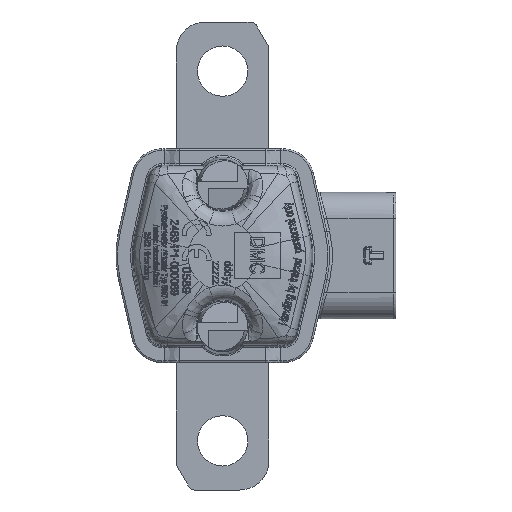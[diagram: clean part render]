
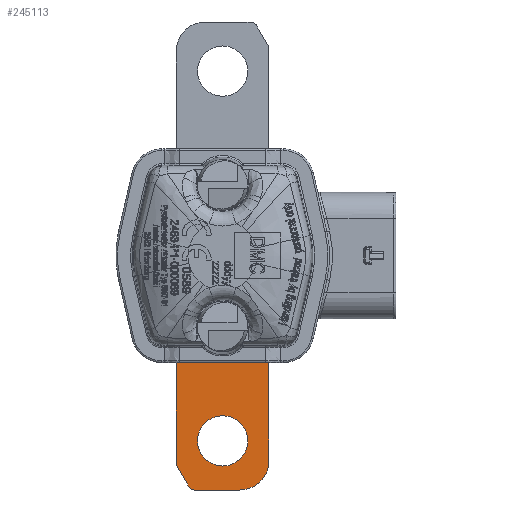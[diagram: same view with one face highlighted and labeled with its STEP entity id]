
A CAD part, front view. The second image highlights one B-rep face of the part: STEP entity #245113.
In plain terms, the highlighted planar face has unit normal (0, -1, 0).
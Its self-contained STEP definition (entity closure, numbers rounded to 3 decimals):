
#96958=CARTESIAN_POINT('',(0.,-1.,-32.05));
#96959=DIRECTION('',(0.,1.,0.));
#96960=DIRECTION('',(0.,0.,-1.));
#96961=AXIS2_PLACEMENT_3D('',#96958,#96959,#96960);
#96966=CARTESIAN_POINT('',(0.,-1.,-32.05));
#96967=DIRECTION('',(0.,1.,0.));
#96968=DIRECTION('',(0.,0.,1.));
#96969=AXIS2_PLACEMENT_3D('',#96966,#96967,#96968);
#96974=DIRECTION('',(-1.,0.,0.));
#96975=VECTOR('',#96974,16.);
#96976=CARTESIAN_POINT('',(8.,-1.,-18.5));
#96977=LINE('',#96976,#96975);
#96981=DIRECTION('',(0.,0.,-1.));
#96982=VECTOR('',#96981,17.05);
#96983=CARTESIAN_POINT('',(8.,-1.,-18.5));
#96984=LINE('',#96983,#96982);
#96988=CARTESIAN_POINT('',(3.,-1.,-35.55));
#96989=DIRECTION('',(0.,-1.,0.));
#96990=DIRECTION('',(0.,0.,-1.));
#96991=AXIS2_PLACEMENT_3D('',#96988,#96989,#96990);
#96996=DIRECTION('',(1.,0.,0.));
#96997=VECTOR('',#96996,7.923);
#96998=CARTESIAN_POINT('',(-4.923,-1.,-40.55));
#96999=LINE('',#96998,#96997);
#97003=CARTESIAN_POINT('',(-4.923,-1.,-39.55));
#97004=DIRECTION('',(0.,-1.,0.));
#97005=DIRECTION('',(-0.866,0.,-0.5));
#97006=AXIS2_PLACEMENT_3D('',#97003,#97004,#97005);
#97011=DIRECTION('',(0.5,0.,-0.866));
#97012=VECTOR('',#97011,4.155);
#97013=CARTESIAN_POINT('',(-7.866,-1.,-36.452));
#97014=LINE('',#97013,#97012);
#97018=CARTESIAN_POINT('',(-7.,-1.,-35.952));
#97019=DIRECTION('',(0.,-1.,0.));
#97020=DIRECTION('',(-1.,0.,0.));
#97021=AXIS2_PLACEMENT_3D('',#97018,#97019,#97020);
#97026=DIRECTION('',(0.,0.,1.));
#97027=VECTOR('',#97026,17.452);
#97028=CARTESIAN_POINT('',(-8.,-1.,-35.952));
#97029=LINE('',#97028,#97027);
#103475=CARTESIAN_POINT('',(0.,-1.,-36.4));
#103477=VERTEX_POINT('',#103475);
#103479=CARTESIAN_POINT('',(0.,-1.,-27.7));
#103481=VERTEX_POINT('',#103479);
#103482=CARTESIAN_POINT('',(3.,-1.,-40.55));
#103483=CARTESIAN_POINT('',(8.,-1.,-35.55));
#103484=VERTEX_POINT('',#103482);
#103485=VERTEX_POINT('',#103483);
#103498=CARTESIAN_POINT('',(-5.789,-1.,-40.05));
#103499=CARTESIAN_POINT('',(-4.923,-1.,-40.55));
#103500=VERTEX_POINT('',#103498);
#103501=VERTEX_POINT('',#103499);
#103502=CARTESIAN_POINT('',(-8.,-1.,-35.952));
#103503=CARTESIAN_POINT('',(-7.866,-1.,-36.452));
#103504=VERTEX_POINT('',#103502);
#103505=VERTEX_POINT('',#103503);
#108780=CARTESIAN_POINT('',(8.,-1.,-18.5));
#108781=CARTESIAN_POINT('',(-8.,-1.,-18.5));
#108782=VERTEX_POINT('',#108780);
#108783=VERTEX_POINT('',#108781);
#245086=CARTESIAN_POINT('',(0.,-1.,-0.05));
#245087=DIRECTION('',(0.,1.,0.));
#245088=DIRECTION('',(0.,0.,-1.));
#245089=AXIS2_PLACEMENT_3D('',#245086,#245087,#245088);
#245090=PLANE('',#245089);
#245091=ORIENTED_EDGE('',*,*,#112730,.F.);
#245093=ORIENTED_EDGE('',*,*,#245092,.T.);
#245095=ORIENTED_EDGE('',*,*,#245094,.F.);
#245097=ORIENTED_EDGE('',*,*,#245096,.F.);
#245099=ORIENTED_EDGE('',*,*,#245098,.F.);
#245101=ORIENTED_EDGE('',*,*,#245100,.F.);
#245103=ORIENTED_EDGE('',*,*,#245102,.F.);
#245104=ORIENTED_EDGE('',*,*,#245048,.T.);
#245105=EDGE_LOOP('',(#245091,#245093,#245095,#245097,#245099,#245101,#245103,
#245104));
#245106=FACE_OUTER_BOUND('',#245105,.F.);
#245108=ORIENTED_EDGE('',*,*,#245107,.F.);
#245110=ORIENTED_EDGE('',*,*,#245109,.F.);
#245111=EDGE_LOOP('',(#245108,#245110));
#245112=FACE_BOUND('',#245111,.F.);
#96962=CIRCLE('',#96961,4.35);
#96970=CIRCLE('',#96969,4.35);
#96992=CIRCLE('',#96991,5.);
#97007=CIRCLE('',#97006,1.);
#97022=CIRCLE('',#97021,1.);
#112730=EDGE_CURVE('',#108782,#108783,#96977,.T.);
#245048=EDGE_CURVE('',#103504,#108783,#97029,.T.);
#245092=EDGE_CURVE('',#108782,#103485,#96984,.T.);
#245094=EDGE_CURVE('',#103484,#103485,#96992,.T.);
#245096=EDGE_CURVE('',#103501,#103484,#96999,.T.);
#245098=EDGE_CURVE('',#103500,#103501,#97007,.T.);
#245100=EDGE_CURVE('',#103505,#103500,#97014,.T.);
#245102=EDGE_CURVE('',#103504,#103505,#97022,.T.);
#245107=EDGE_CURVE('',#103477,#103481,#96962,.T.);
#245109=EDGE_CURVE('',#103481,#103477,#96970,.T.);
#245113=ADVANCED_FACE('',(#245106,#245112),#245090,.F.);
